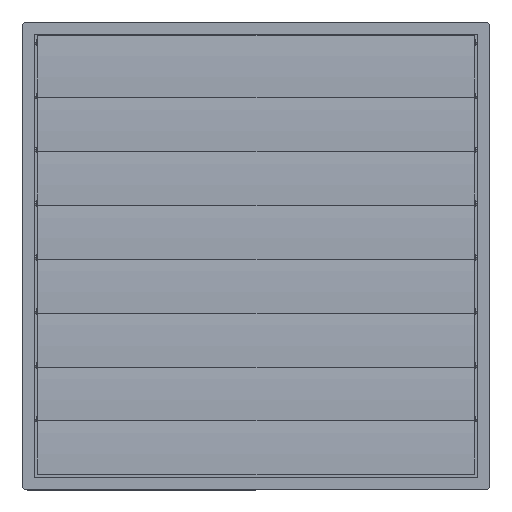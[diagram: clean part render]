
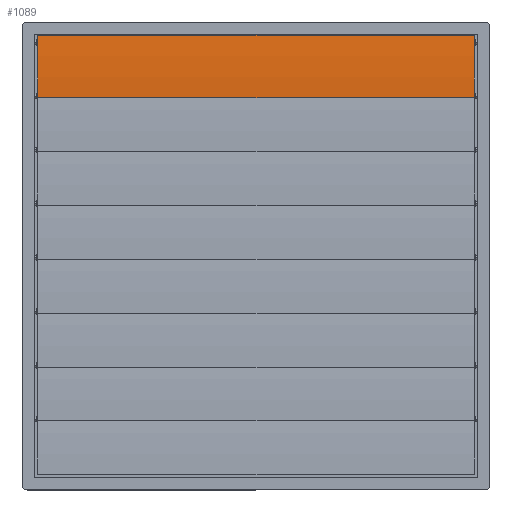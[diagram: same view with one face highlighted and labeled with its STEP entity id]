
A CAD part, top view. The second image highlights one B-rep face of the part: STEP entity #1089.
In plain terms, the highlighted cylindrical face has radius 483.877 mm (diameter 967.755 mm), a partial arc.
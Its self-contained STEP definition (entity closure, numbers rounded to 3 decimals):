
#368 = DIRECTION ( 'NONE',  ( 0., 0., -1. ) ) ;
#477 = CIRCLE ( 'NONE', #3601, 483.877 ) ;
#546 = CARTESIAN_POINT ( 'NONE',  ( -215.5, 3.725, -55. ) ) ;
#555 = EDGE_CURVE ( 'NONE', #3983, #3346, #4159, .T. ) ;
#768 = AXIS2_PLACEMENT_3D ( 'NONE', #2930, #1567, #2288 ) ;
#893 = EDGE_CURVE ( 'NONE', #1172, #3346, #477, .T. ) ;
#1041 = DIRECTION ( 'NONE',  ( 1., 0., 0. ) ) ;
#1089 = ADVANCED_FACE ( 'NONE', ( #2241 ), #2257, .T. ) ;
#1172 = VERTEX_POINT ( 'NONE', #546 ) ;
#1230 = CARTESIAN_POINT ( 'NONE',  ( 215.5, -479.565, -31.169 ) ) ;
#1325 = CARTESIAN_POINT ( 'NONE',  ( -215.5, 2.804, 7. ) ) ;
#1336 = CIRCLE ( 'NONE', #2197, 483.877 ) ;
#1419 = VECTOR ( 'NONE', #2831, 1000. ) ;
#1489 = EDGE_CURVE ( 'NONE', #1703, #3983, #1336, .T. ) ;
#1494 = ORIENTED_EDGE ( 'NONE', *, *, #555, .F. ) ;
#1567 = DIRECTION ( 'NONE',  ( -1., 0., 0. ) ) ;
#1568 = CARTESIAN_POINT ( 'NONE',  ( 215.5, 3.725, -55. ) ) ;
#1606 = DIRECTION ( 'NONE',  ( -1., 0., 0. ) ) ;
#1703 = VERTEX_POINT ( 'NONE', #3648 ) ;
#1818 = CARTESIAN_POINT ( 'NONE',  ( 215.5, 2.804, 7. ) ) ;
#1894 = DIRECTION ( 'NONE',  ( 1., 0., 0. ) ) ;
#2167 = ORIENTED_EDGE ( 'NONE', *, *, #4145, .T. ) ;
#2197 = AXIS2_PLACEMENT_3D ( 'NONE', #1230, #1894, #2862 ) ;
#2241 = FACE_OUTER_BOUND ( 'NONE', #2920, .T. ) ;
#2257 = CYLINDRICAL_SURFACE ( 'NONE', #768, 483.877 ) ;
#2288 = DIRECTION ( 'NONE',  ( 0., 0., 1. ) ) ;
#2684 = VECTOR ( 'NONE', #1606, 1000. ) ;
#2831 = DIRECTION ( 'NONE',  ( -1., 0., 0. ) ) ;
#2862 = DIRECTION ( 'NONE',  ( 0., 0., -1. ) ) ;
#2920 = EDGE_LOOP ( 'NONE', ( #3284, #2167, #4140, #1494 ) ) ;
#2930 = CARTESIAN_POINT ( 'NONE',  ( 215.5, -479.565, -31.169 ) ) ;
#3187 = CARTESIAN_POINT ( 'NONE',  ( 215.5, 2.804, 7. ) ) ;
#3284 = ORIENTED_EDGE ( 'NONE', *, *, #1489, .F. ) ;
#3346 = VERTEX_POINT ( 'NONE', #1325 ) ;
#3573 = LINE ( 'NONE', #1568, #2684 ) ;
#3601 = AXIS2_PLACEMENT_3D ( 'NONE', #3699, #1041, #368 ) ;
#3648 = CARTESIAN_POINT ( 'NONE',  ( 215.5, 3.725, -55. ) ) ;
#3699 = CARTESIAN_POINT ( 'NONE',  ( -215.5, -479.565, -31.169 ) ) ;
#3983 = VERTEX_POINT ( 'NONE', #3187 ) ;
#4140 = ORIENTED_EDGE ( 'NONE', *, *, #893, .T. ) ;
#4145 = EDGE_CURVE ( 'NONE', #1703, #1172, #3573, .T. ) ;
#4159 = LINE ( 'NONE', #1818, #1419 ) ;
